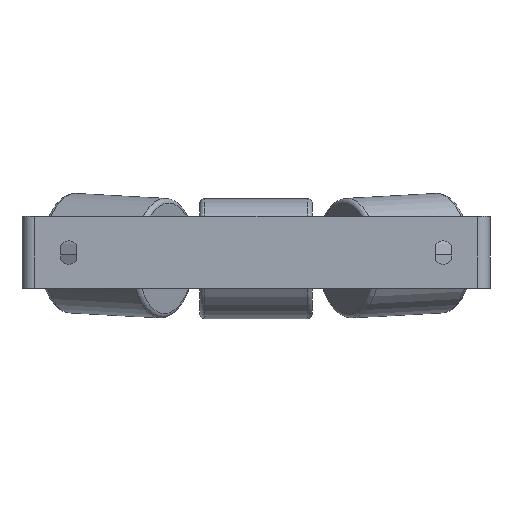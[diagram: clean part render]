
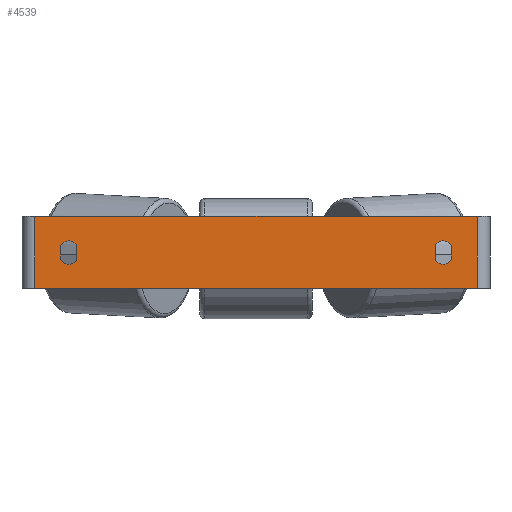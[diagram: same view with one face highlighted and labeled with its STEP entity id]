
A CAD part, front view. The second image highlights one B-rep face of the part: STEP entity #4539.
In plain terms, the highlighted planar face has unit normal (0, -1, 0).
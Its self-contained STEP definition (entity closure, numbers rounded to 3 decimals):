
#7 = LINE ( 'NONE', #5892, #1967 ) ;
#69 = VERTEX_POINT ( 'NONE', #3103 ) ;
#209 = VERTEX_POINT ( 'NONE', #3440 ) ;
#261 = DIRECTION ( 'NONE',  ( 0., 0., -1. ) ) ;
#295 = CARTESIAN_POINT ( 'NONE',  ( -246., 0., 40. ) ) ;
#513 = DIRECTION ( 'NONE',  ( 0., 1., 0. ) ) ;
#559 = CARTESIAN_POINT ( 'NONE',  ( 246., 0., -40. ) ) ;
#616 = CARTESIAN_POINT ( 'NONE',  ( 246., 0., 40. ) ) ;
#654 = EDGE_LOOP ( 'NONE', ( #5458, #2613, #1346, #5639, #4072 ) ) ;
#718 = DIRECTION ( 'NONE',  ( 0., 0., 1. ) ) ;
#744 = CIRCLE ( 'NONE', #5508, 10. ) ;
#786 = DIRECTION ( 'NONE',  ( 0., 0., -1. ) ) ;
#814 = CARTESIAN_POINT ( 'NONE',  ( -199., 0., -7.359 ) ) ;
#828 = EDGE_CURVE ( 'NONE', #5418, #4024, #4962, .T. ) ;
#872 = CARTESIAN_POINT ( 'NONE',  ( 199., 0., -7.359 ) ) ;
#895 = AXIS2_PLACEMENT_3D ( 'NONE', #7172, #4585, #786 ) ;
#942 = EDGE_LOOP ( 'NONE', ( #6488, #4629, #1739, #7831, #6617 ) ) ;
#1037 = EDGE_CURVE ( 'NONE', #1272, #4479, #7345, .T. ) ;
#1068 = VERTEX_POINT ( 'NONE', #3627 ) ;
#1168 = VECTOR ( 'NONE', #7334, 1000. ) ;
#1272 = VERTEX_POINT ( 'NONE', #6590 ) ;
#1302 = AXIS2_PLACEMENT_3D ( 'NONE', #5168, #7754, #261 ) ;
#1346 = ORIENTED_EDGE ( 'NONE', *, *, #7787, .F. ) ;
#1355 = CARTESIAN_POINT ( 'NONE',  ( -217., 0., 7.359 ) ) ;
#1371 = CARTESIAN_POINT ( 'NONE',  ( 246., 0., 40. ) ) ;
#1397 = CARTESIAN_POINT ( 'NONE',  ( 217., 0., -7.359 ) ) ;
#1479 = DIRECTION ( 'NONE',  ( 0., 0., -1. ) ) ;
#1688 = DIRECTION ( 'NONE',  ( 0., 1., 0. ) ) ;
#1739 = ORIENTED_EDGE ( 'NONE', *, *, #7681, .T. ) ;
#1774 = CARTESIAN_POINT ( 'NONE',  ( -246., 0., -40. ) ) ;
#1848 = VECTOR ( 'NONE', #2141, 1000. ) ;
#1890 = DIRECTION ( 'NONE',  ( 0., 0., -1. ) ) ;
#1967 = VECTOR ( 'NONE', #7041, 1000. ) ;
#2095 = CIRCLE ( 'NONE', #7666, 10. ) ;
#2127 = CARTESIAN_POINT ( 'NONE',  ( -260., 0., 40. ) ) ;
#2136 = DIRECTION ( 'NONE',  ( 0., 0., -1. ) ) ;
#2141 = DIRECTION ( 'NONE',  ( 0., 0., 1. ) ) ;
#2195 = VECTOR ( 'NONE', #2370, 1000. ) ;
#2307 = DIRECTION ( 'NONE',  ( 0., 0., 1. ) ) ;
#2370 = DIRECTION ( 'NONE',  ( 0., 0., -1. ) ) ;
#2376 = AXIS2_PLACEMENT_3D ( 'NONE', #2127, #7949, #718 ) ;
#2543 = EDGE_CURVE ( 'NONE', #4479, #7828, #4412, .T. ) ;
#2613 = ORIENTED_EDGE ( 'NONE', *, *, #1037, .F. ) ;
#2640 = AXIS2_PLACEMENT_3D ( 'NONE', #2984, #513, #2307 ) ;
#2691 = VERTEX_POINT ( 'NONE', #616 ) ;
#2833 = LINE ( 'NONE', #872, #1168 ) ;
#2897 = CARTESIAN_POINT ( 'NONE',  ( -208., 0., 3. ) ) ;
#2929 = DIRECTION ( 'NONE',  ( 0., 0., -1. ) ) ;
#2952 = CARTESIAN_POINT ( 'NONE',  ( -217., 0., -7.359 ) ) ;
#2984 = CARTESIAN_POINT ( 'NONE',  ( 208., 0., 3. ) ) ;
#2997 = CARTESIAN_POINT ( 'NONE',  ( -260., 0., -40. ) ) ;
#3103 = CARTESIAN_POINT ( 'NONE',  ( -246., 0., 40. ) ) ;
#3131 = CARTESIAN_POINT ( 'NONE',  ( -208., 0., -13. ) ) ;
#3200 = CARTESIAN_POINT ( 'NONE',  ( -208., 0., -3. ) ) ;
#3323 = VERTEX_POINT ( 'NONE', #5270 ) ;
#3365 = DIRECTION ( 'NONE',  ( 0., 0., -1. ) ) ;
#3402 = DIRECTION ( 'NONE',  ( 0., -1., 0. ) ) ;
#3440 = CARTESIAN_POINT ( 'NONE',  ( 217., 0., -7.359 ) ) ;
#3627 = CARTESIAN_POINT ( 'NONE',  ( -199., 0., -7.359 ) ) ;
#3949 = VERTEX_POINT ( 'NONE', #4910 ) ;
#3994 = VECTOR ( 'NONE', #2136, 1000. ) ;
#3999 = VECTOR ( 'NONE', #3365, 1000. ) ;
#4024 = VERTEX_POINT ( 'NONE', #559 ) ;
#4026 = CIRCLE ( 'NONE', #1302, 10. ) ;
#4072 = ORIENTED_EDGE ( 'NONE', *, *, #4517, .F. ) ;
#4110 = EDGE_CURVE ( 'NONE', #69, #5418, #7915, .T. ) ;
#4173 = FACE_OUTER_BOUND ( 'NONE', #5747, .T. ) ;
#4337 = EDGE_CURVE ( 'NONE', #7313, #3323, #5356, .T. ) ;
#4412 = LINE ( 'NONE', #7002, #2195 ) ;
#4479 = VERTEX_POINT ( 'NONE', #1355 ) ;
#4517 = EDGE_CURVE ( 'NONE', #7828, #5922, #2095, .T. ) ;
#4539 = ADVANCED_FACE ( 'NONE', ( #4173, #6675, #7273 ), #8029, .F. ) ;
#4577 = LINE ( 'NONE', #1371, #6071 ) ;
#4585 = DIRECTION ( 'NONE',  ( 0., -1., 0. ) ) ;
#4629 = ORIENTED_EDGE ( 'NONE', *, *, #4643, .T. ) ;
#4643 = EDGE_CURVE ( 'NONE', #3323, #209, #7228, .T. ) ;
#4766 = DIRECTION ( 'NONE',  ( 0., -1., 0. ) ) ;
#4910 = CARTESIAN_POINT ( 'NONE',  ( 208., 0., -13. ) ) ;
#4962 = LINE ( 'NONE', #2997, #5174 ) ;
#5168 = CARTESIAN_POINT ( 'NONE',  ( 208., 0., -3. ) ) ;
#5174 = VECTOR ( 'NONE', #5600, 1000. ) ;
#5270 = CARTESIAN_POINT ( 'NONE',  ( 217., 0., 7.359 ) ) ;
#5356 = CIRCLE ( 'NONE', #2640, 10. ) ;
#5418 = VERTEX_POINT ( 'NONE', #1774 ) ;
#5439 = CARTESIAN_POINT ( 'NONE',  ( 208., 0., -3. ) ) ;
#5458 = ORIENTED_EDGE ( 'NONE', *, *, #2543, .F. ) ;
#5508 = AXIS2_PLACEMENT_3D ( 'NONE', #5439, #1688, #2929 ) ;
#5600 = DIRECTION ( 'NONE',  ( 1., 0., 0. ) ) ;
#5639 = ORIENTED_EDGE ( 'NONE', *, *, #5984, .F. ) ;
#5747 = EDGE_LOOP ( 'NONE', ( #8103, #8316, #6243, #7056 ) ) ;
#5892 = CARTESIAN_POINT ( 'NONE',  ( -260., 0., 40. ) ) ;
#5922 = VERTEX_POINT ( 'NONE', #3131 ) ;
#5984 = EDGE_CURVE ( 'NONE', #5922, #1068, #8368, .T. ) ;
#6071 = VECTOR ( 'NONE', #1890, 1000. ) ;
#6243 = ORIENTED_EDGE ( 'NONE', *, *, #6411, .F. ) ;
#6411 = EDGE_CURVE ( 'NONE', #69, #2691, #7, .T. ) ;
#6488 = ORIENTED_EDGE ( 'NONE', *, *, #4337, .T. ) ;
#6590 = CARTESIAN_POINT ( 'NONE',  ( -199., 0., 7.359 ) ) ;
#6617 = ORIENTED_EDGE ( 'NONE', *, *, #7393, .T. ) ;
#6649 = LINE ( 'NONE', #814, #1848 ) ;
#6675 = FACE_BOUND ( 'NONE', #654, .T. ) ;
#6688 = CARTESIAN_POINT ( 'NONE',  ( 199., 0., -7.359 ) ) ;
#6893 = EDGE_CURVE ( 'NONE', #3949, #7708, #744, .T. ) ;
#7002 = CARTESIAN_POINT ( 'NONE',  ( -217., 0., -7.359 ) ) ;
#7041 = DIRECTION ( 'NONE',  ( 1., 0., 0. ) ) ;
#7056 = ORIENTED_EDGE ( 'NONE', *, *, #4110, .T. ) ;
#7172 = CARTESIAN_POINT ( 'NONE',  ( -208., 0., -3. ) ) ;
#7228 = LINE ( 'NONE', #1397, #3999 ) ;
#7273 = FACE_BOUND ( 'NONE', #942, .T. ) ;
#7313 = VERTEX_POINT ( 'NONE', #8105 ) ;
#7334 = DIRECTION ( 'NONE',  ( 0., 0., 1. ) ) ;
#7345 = CIRCLE ( 'NONE', #8299, 10. ) ;
#7393 = EDGE_CURVE ( 'NONE', #7708, #7313, #2833, .T. ) ;
#7406 = DIRECTION ( 'NONE',  ( 0., 0., 1. ) ) ;
#7569 = EDGE_CURVE ( 'NONE', #2691, #4024, #4577, .T. ) ;
#7666 = AXIS2_PLACEMENT_3D ( 'NONE', #3200, #3402, #1479 ) ;
#7681 = EDGE_CURVE ( 'NONE', #209, #3949, #4026, .T. ) ;
#7708 = VERTEX_POINT ( 'NONE', #6688 ) ;
#7754 = DIRECTION ( 'NONE',  ( 0., 1., 0. ) ) ;
#7787 = EDGE_CURVE ( 'NONE', #1068, #1272, #6649, .T. ) ;
#7828 = VERTEX_POINT ( 'NONE', #2952 ) ;
#7831 = ORIENTED_EDGE ( 'NONE', *, *, #6893, .T. ) ;
#7915 = LINE ( 'NONE', #295, #3994 ) ;
#7949 = DIRECTION ( 'NONE',  ( 0., 1., 0. ) ) ;
#8029 = PLANE ( 'NONE',  #2376 ) ;
#8103 = ORIENTED_EDGE ( 'NONE', *, *, #828, .T. ) ;
#8105 = CARTESIAN_POINT ( 'NONE',  ( 199., 0., 7.359 ) ) ;
#8299 = AXIS2_PLACEMENT_3D ( 'NONE', #2897, #4766, #7406 ) ;
#8316 = ORIENTED_EDGE ( 'NONE', *, *, #7569, .F. ) ;
#8368 = CIRCLE ( 'NONE', #895, 10. ) ;
